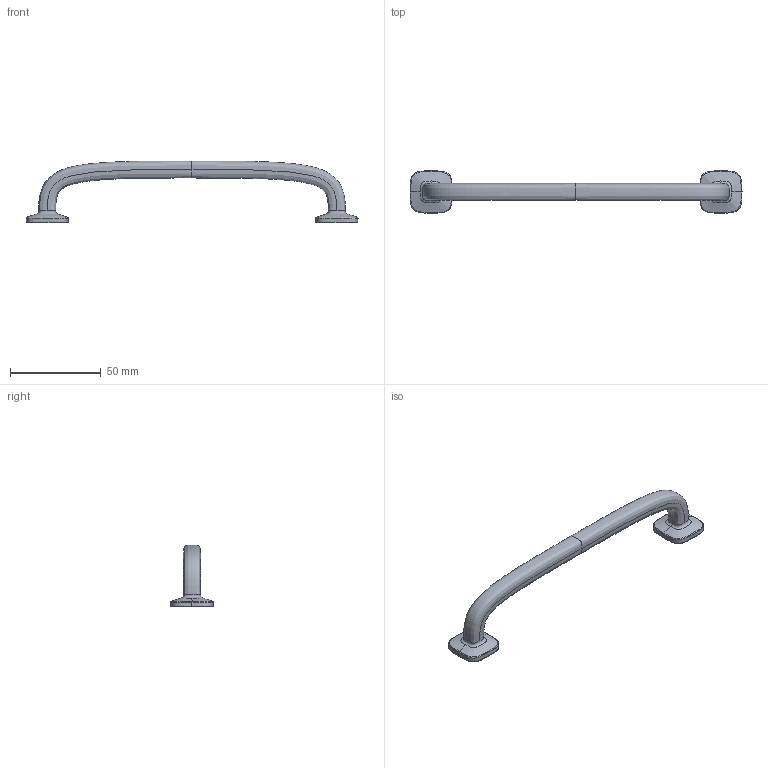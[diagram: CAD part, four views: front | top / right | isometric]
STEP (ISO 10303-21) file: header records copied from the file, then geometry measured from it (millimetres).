
FILE_DESCRIPTION(/* description */ (''),/* implementation_level */ '2;1');
FILE_NAME(/* name */ '0616_160_00.stp',/* time_stamp */ '2023-01-03T09:23:41+01:00',/* author */ ('jferrer'),/* organization */ (''),/* preprocessor_version */ 'ST-DEVELOPER v18.1',/* originating_system */ 'Autodesk Inventor 2022',/* authorisation */ '');
FILE_SCHEMA (('CONFIG_CONTROL_DESIGN'));
Length unit declared in the file: millimetre
Products named in the file (1): 0608_160_BIG_00
Bounding box: 183.4 x 23.39 x 34.2 mm (x, y, z)
Volume: 19417.3 mm3; surface area: 8769.7 mm2
Topology: 1 solids, 1 shells, 102 faces, 242 edges, 154 vertices
Faces by surface type: plane 57, bspline 24, cylinder 17, cone 4
Full cylindrical faces by diameter (mm): 1.548 x1, 1.8 x1, 3.242 x2
Entity records: 9123 total; most frequent: CARTESIAN_POINT 6867, ORIENTED_EDGE 480, DIRECTION 388, EDGE_CURVE 240, LINE 158, VECTOR 158, VERTEX_POINT 154, EDGE_LOOP 116
